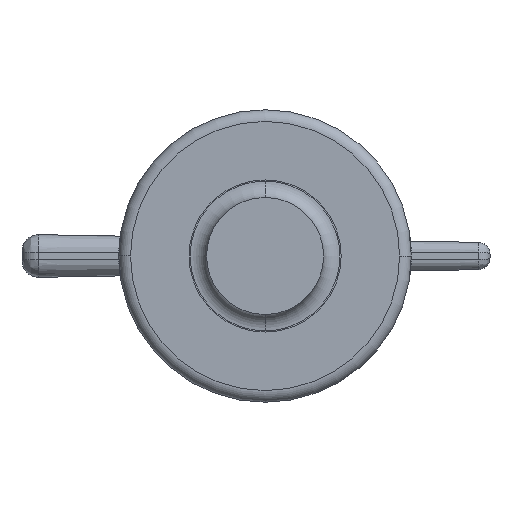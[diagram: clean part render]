
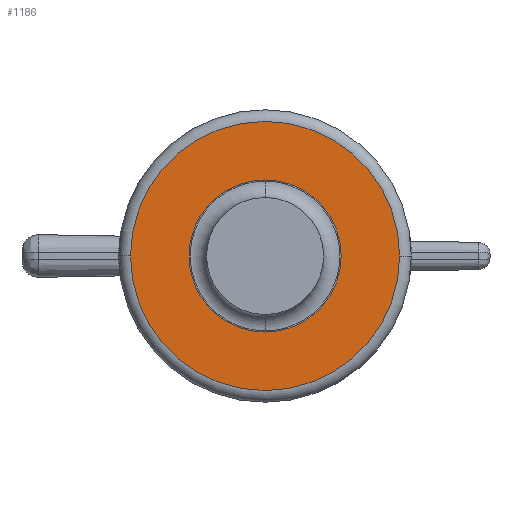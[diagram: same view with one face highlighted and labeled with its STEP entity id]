
A CAD part, left-side view. The second image highlights one B-rep face of the part: STEP entity #1186.
In plain terms, the highlighted planar face has unit normal (-1, 0, 0).
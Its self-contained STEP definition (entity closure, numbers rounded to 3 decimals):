
#89=CARTESIAN_POINT('',(-200.,0.,0.));
#90=DIRECTION('',(-1.,0.,0.));
#91=DIRECTION('',(0.,1.,0.));
#92=AXIS2_PLACEMENT_3D('',#89,#90,#91);
#310=CARTESIAN_POINT('',(-200.,0.,0.));
#311=DIRECTION('',(-1.,0.,0.));
#312=DIRECTION('',(0.,-1.,0.));
#313=AXIS2_PLACEMENT_3D('',#310,#311,#312);
#315=CARTESIAN_POINT('',(-200.,0.,0.));
#316=DIRECTION('',(-1.,0.,0.));
#317=DIRECTION('',(0.,1.,0.));
#318=AXIS2_PLACEMENT_3D('',#315,#316,#317);
#409=CARTESIAN_POINT('',(-200.,0.,0.));
#410=DIRECTION('',(1.,0.,0.));
#411=DIRECTION('',(0.,1.,0.));
#412=AXIS2_PLACEMENT_3D('',#409,#410,#411);
#802=CARTESIAN_POINT('',(-200.,32.5,0.));
#803=CARTESIAN_POINT('',(-200.,-32.5,0.));
#804=VERTEX_POINT('',#802);
#805=VERTEX_POINT('',#803);
#958=CARTESIAN_POINT('',(-200.,-57.5,0.));
#959=CARTESIAN_POINT('',(-200.,57.5,0.));
#960=VERTEX_POINT('',#958);
#961=VERTEX_POINT('',#959);
#1171=CARTESIAN_POINT('',(-200.,0.,0.));
#1172=DIRECTION('',(-1.,0.,0.));
#1173=DIRECTION('',(0.,1.,0.));
#1174=AXIS2_PLACEMENT_3D('',#1171,#1172,#1173);
#1175=PLANE('',#1174);
#1177=ORIENTED_EDGE('',*,*,#1176,.F.);
#1178=ORIENTED_EDGE('',*,*,#1161,.F.);
#1179=EDGE_LOOP('',(#1177,#1178));
#1180=FACE_OUTER_BOUND('',#1179,.F.);
#1182=ORIENTED_EDGE('',*,*,#1181,.F.);
#1183=ORIENTED_EDGE('',*,*,#1015,.T.);
#1184=EDGE_LOOP('',(#1182,#1183));
#1185=FACE_BOUND('',#1184,.F.);
#1186=ADVANCED_FACE('',(#1180,#1185),#1175,.T.);
#93=CIRCLE('',#92,32.5);
#314=CIRCLE('',#313,57.5);
#319=CIRCLE('',#318,57.5);
#413=CIRCLE('',#412,32.5);
#1015=EDGE_CURVE('',#804,#805,#93,.T.);
#1161=EDGE_CURVE('',#961,#960,#319,.T.);
#1176=EDGE_CURVE('',#960,#961,#314,.T.);
#1181=EDGE_CURVE('',#804,#805,#413,.T.);
